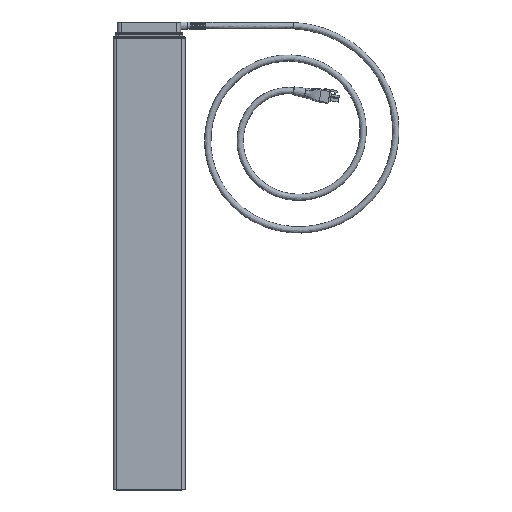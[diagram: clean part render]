
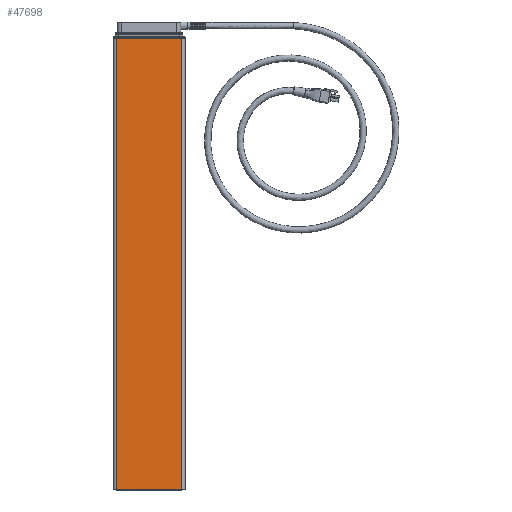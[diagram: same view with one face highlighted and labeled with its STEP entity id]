
A CAD part, top view. The second image highlights one B-rep face of the part: STEP entity #47698.
In plain terms, the highlighted planar face has unit normal (0, 0, 1).
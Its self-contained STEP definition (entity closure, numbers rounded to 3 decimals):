
#414 = CARTESIAN_POINT ( 'NONE',  ( 36.5, 499., 30. ) ) ;
#5109 = ORIENTED_EDGE ( 'NONE', *, *, #18949, .T. ) ;
#5356 = VECTOR ( 'NONE', #10859, 1000. ) ;
#5376 = VERTEX_POINT ( 'NONE', #47719 ) ;
#5775 = EDGE_CURVE ( 'NONE', #50580, #5376, #40509, .T. ) ;
#7272 = CARTESIAN_POINT ( 'NONE',  ( 36.5, 499., 30. ) ) ;
#9012 = EDGE_CURVE ( 'NONE', #52311, #50580, #59894, .T. ) ;
#9139 = PLANE ( 'NONE',  #33710 ) ;
#10859 = DIRECTION ( 'NONE',  ( 0., -1., 0. ) ) ;
#14546 = DIRECTION ( 'NONE',  ( 1., 0., 0. ) ) ;
#15184 = CARTESIAN_POINT ( 'NONE',  ( 36.5, 499., 30. ) ) ;
#15705 = CARTESIAN_POINT ( 'NONE',  ( 36.5, -3., 30. ) ) ;
#16331 = CARTESIAN_POINT ( 'NONE',  ( -36.5, 499., 30. ) ) ;
#17155 = DIRECTION ( 'NONE',  ( 1., 0., 0. ) ) ;
#17696 = EDGE_LOOP ( 'NONE', ( #49591, #57420, #34368, #5109 ) ) ;
#18949 = EDGE_CURVE ( 'NONE', #52311, #48140, #49775, .T. ) ;
#23507 = FACE_OUTER_BOUND ( 'NONE', #17696, .T. ) ;
#25553 = CARTESIAN_POINT ( 'NONE',  ( -36.5, 499., 30. ) ) ;
#28277 = LINE ( 'NONE', #15705, #54869 ) ;
#29471 = CARTESIAN_POINT ( 'NONE',  ( -36.5, -3., 30. ) ) ;
#30614 = DIRECTION ( 'NONE',  ( 0., -1., 0. ) ) ;
#33131 = CARTESIAN_POINT ( 'NONE',  ( 36.5, 499., 30. ) ) ;
#33710 = AXIS2_PLACEMENT_3D ( 'NONE', #15184, #38489, #14546 ) ;
#34368 = ORIENTED_EDGE ( 'NONE', *, *, #9012, .F. ) ;
#35783 = VECTOR ( 'NONE', #30614, 1000. ) ;
#36970 = EDGE_CURVE ( 'NONE', #48140, #5376, #28277, .T. ) ;
#38489 = DIRECTION ( 'NONE',  ( 0., 0., -1. ) ) ;
#40509 = LINE ( 'NONE', #414, #35783 ) ;
#47698 = ADVANCED_FACE ( 'NONE', ( #23507 ), #9139, .F. ) ;
#47719 = CARTESIAN_POINT ( 'NONE',  ( 36.5, -3., 30. ) ) ;
#48140 = VERTEX_POINT ( 'NONE', #29471 ) ;
#49591 = ORIENTED_EDGE ( 'NONE', *, *, #36970, .T. ) ;
#49775 = LINE ( 'NONE', #25553, #5356 ) ;
#50580 = VERTEX_POINT ( 'NONE', #33131 ) ;
#51188 = VECTOR ( 'NONE', #17155, 1000. ) ;
#52311 = VERTEX_POINT ( 'NONE', #16331 ) ;
#53968 = DIRECTION ( 'NONE',  ( 1., 0., 0. ) ) ;
#54869 = VECTOR ( 'NONE', #53968, 1000. ) ;
#57420 = ORIENTED_EDGE ( 'NONE', *, *, #5775, .F. ) ;
#59894 = LINE ( 'NONE', #7272, #51188 ) ;
